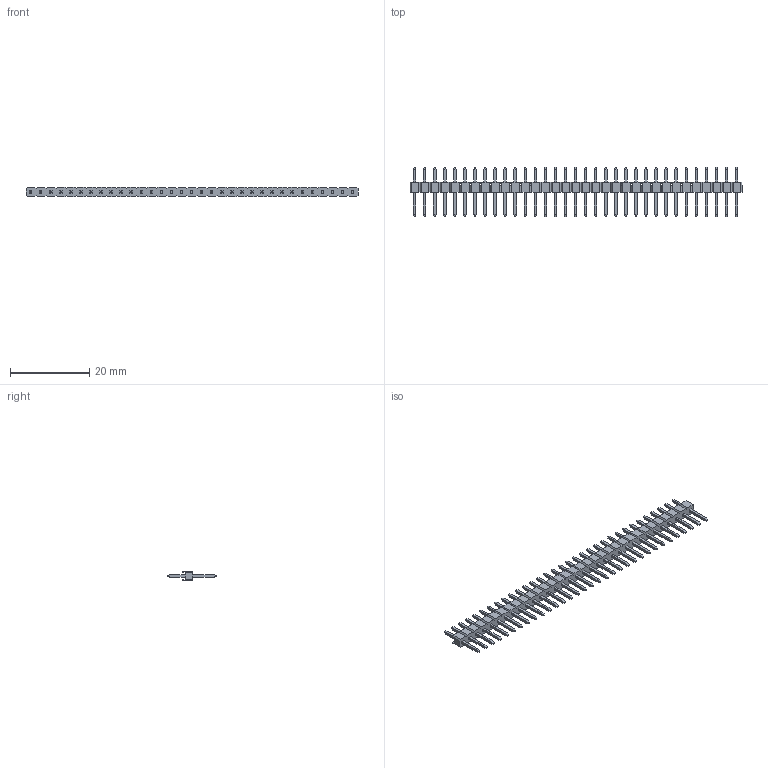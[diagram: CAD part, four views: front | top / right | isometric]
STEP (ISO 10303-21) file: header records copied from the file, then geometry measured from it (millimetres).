
FILE_DESCRIPTION(('STEP AP214'),'1');
FILE_NAME(' ',' ',('TraceParts'),('TraceParts S.A.'),'XStep 1.0',' ',' ');
FILE_SCHEMA(('automotive_design'));
Length unit declared in the file: millimetre
Products named in the file (1): 1
Bounding box: 83.82 x 12.4 x 2.5 mm (x, y, z)
Volume: 539.8 mm3; surface area: 1856.1 mm2
Topology: 1 solids, 1 shells, 990 faces, 2502 edges, 1580 vertices
Faces by surface type: plane 990
Entity records: 57080 total; most frequent: CARTESIAN_POINT 5073, STYLED_ITEM 5072, PRESENTATION_STYLE_ASSIGNMENT 5072, COLOUR_RGB 5072, ORIENTED_EDGE 5004, DIRECTION 4484, EDGE_CURVE 2502, CURVE_STYLE 2502
